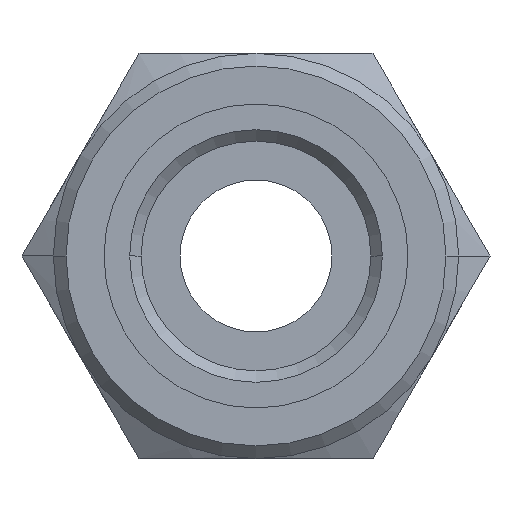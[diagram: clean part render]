
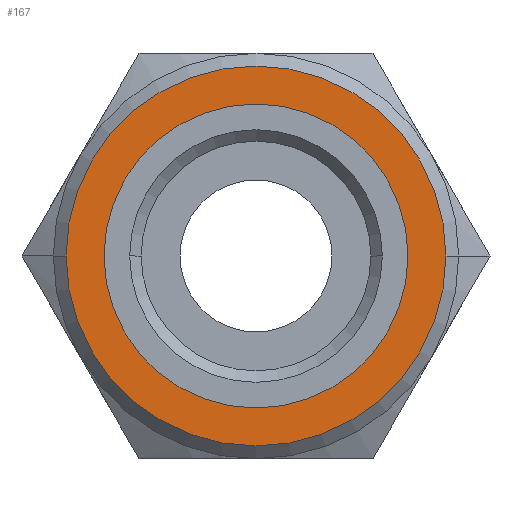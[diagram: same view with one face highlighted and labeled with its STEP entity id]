
A CAD part, front view. The second image highlights one B-rep face of the part: STEP entity #167.
In plain terms, the highlighted planar face has unit normal (0, -1, 0).
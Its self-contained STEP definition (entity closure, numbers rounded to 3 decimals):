
#167=ADVANCED_FACE('',(#361,#362),#363,.T.);
#361=FACE_BOUND('',#578,.T.);
#362=FACE_OUTER_BOUND('',#579,.T.);
#363=PLANE('',#580);
#578=EDGE_LOOP('',(#979,#980));
#579=EDGE_LOOP('',(#981,#982));
#580=AXIS2_PLACEMENT_3D('',#983,#984,#985);
#979=ORIENTED_EDGE('',*,*,#1372,.T.);
#980=ORIENTED_EDGE('',*,*,#1373,.T.);
#981=ORIENTED_EDGE('',*,*,#1374,.F.);
#982=ORIENTED_EDGE('',*,*,#1375,.F.);
#983=CARTESIAN_POINT('',(5.625,0.1,0.0));
#984=DIRECTION('',(-0.0,-1.0,-0.0));
#985=DIRECTION('',(-1.0,0.0,0.0));
#1372=EDGE_CURVE('',#1656,#1657,#1658,.T.);
#1373=EDGE_CURVE('',#1657,#1656,#1659,.T.);
#1374=EDGE_CURVE('',#1660,#1661,#1662,.T.);
#1375=EDGE_CURVE('',#1661,#1660,#1663,.T.);
#1656=VERTEX_POINT('',#2230);
#1657=VERTEX_POINT('',#2231);
#1658=CIRCLE('',#2232,9.0);
#1659=CIRCLE('',#2233,9.0);
#1660=VERTEX_POINT('',#2234);
#1661=VERTEX_POINT('',#2235);
#1662=CIRCLE('',#2236,11.25);
#1663=CIRCLE('',#2237,11.25);
#2230=CARTESIAN_POINT('',(-9.0,0.1,0.));
#2231=CARTESIAN_POINT('',(9.0,0.1,0.));
#2232=AXIS2_PLACEMENT_3D('',#2523,#2524,#2525);
#2233=AXIS2_PLACEMENT_3D('',#2526,#2527,#2528);
#2234=CARTESIAN_POINT('',(11.25,0.1,0.0));
#2235=CARTESIAN_POINT('',(-11.25,0.1,0.));
#2236=AXIS2_PLACEMENT_3D('',#2529,#2530,#2531);
#2237=AXIS2_PLACEMENT_3D('',#2532,#2533,#2534);
#2523=CARTESIAN_POINT('',(0.0,0.1,0.0));
#2524=DIRECTION('',(-0.0,1.0,0.0));
#2525=DIRECTION('',(1.0,0.0,0.0));
#2526=CARTESIAN_POINT('',(0.0,0.1,0.0));
#2527=DIRECTION('',(-0.0,1.0,0.0));
#2528=DIRECTION('',(1.0,0.0,0.0));
#2529=CARTESIAN_POINT('',(0.0,0.1,0.0));
#2530=DIRECTION('',(-0.0,1.0,0.0));
#2531=DIRECTION('',(1.0,0.0,0.0));
#2532=CARTESIAN_POINT('',(0.0,0.1,0.0));
#2533=DIRECTION('',(-0.0,1.0,0.0));
#2534=DIRECTION('',(1.0,0.0,0.0));
